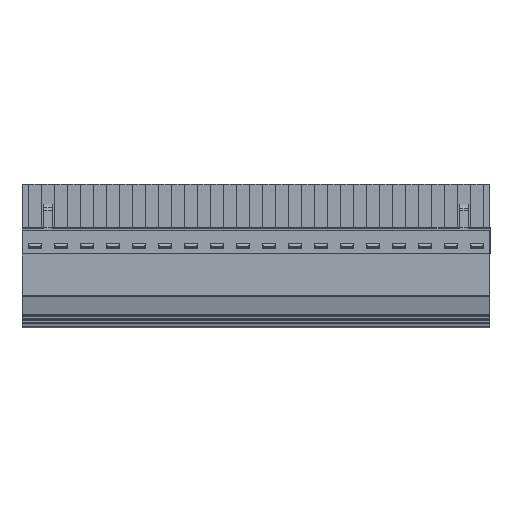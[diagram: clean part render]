
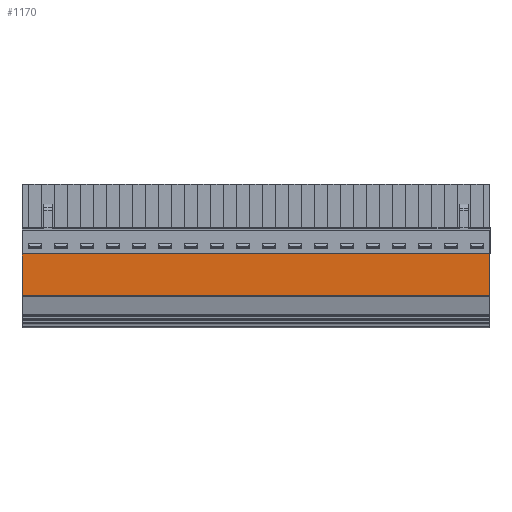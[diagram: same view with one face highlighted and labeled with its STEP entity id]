
A CAD part, front view. The second image highlights one B-rep face of the part: STEP entity #1170.
In plain terms, the highlighted planar face has unit normal (0, -1, 0).
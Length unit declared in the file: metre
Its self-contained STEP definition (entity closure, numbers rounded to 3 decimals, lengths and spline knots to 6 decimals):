
#1170=ADVANCED_FACE('',(#3338),#3339,.T.);
#3338=FACE_OUTER_BOUND('',#6759,.T.);
#3339=PLANE('',#6760);
#6759=EDGE_LOOP('',(#10414,#10415,#10416,#10417,#10418,#10419,#10420,#10421,#10422,#10423));
#6760=AXIS2_PLACEMENT_3D('',#10424,#10425,#10426);
#10414=ORIENTED_EDGE('',*,*,#19156,.T.);
#10415=ORIENTED_EDGE('',*,*,#19193,.T.);
#10416=ORIENTED_EDGE('',*,*,#19194,.F.);
#10417=ORIENTED_EDGE('',*,*,#19195,.T.);
#10418=ORIENTED_EDGE('',*,*,#19196,.T.);
#10419=ORIENTED_EDGE('',*,*,#19197,.T.);
#10420=ORIENTED_EDGE('',*,*,#19198,.F.);
#10421=ORIENTED_EDGE('',*,*,#19049,.F.);
#10422=ORIENTED_EDGE('',*,*,#19044,.T.);
#10423=ORIENTED_EDGE('',*,*,#19199,.T.);
#10424=CARTESIAN_POINT('',(-0.02695,-0.035437,-0.075199));
#10425=DIRECTION('',(0.,-1.0,0.));
#10426=DIRECTION('',(0.,0.,1.0));
#19044=EDGE_CURVE('',#22529,#22527,#22530,.T.);
#19049=EDGE_CURVE('',#22529,#22536,#22537,.T.);
#19156=EDGE_CURVE('',#22701,#22699,#22702,.T.);
#19193=EDGE_CURVE('',#22699,#22759,#22760,.T.);
#19194=EDGE_CURVE('',#22761,#22759,#22762,.T.);
#19195=EDGE_CURVE('',#22761,#22763,#22764,.T.);
#19196=EDGE_CURVE('',#22763,#22765,#22766,.T.);
#19197=EDGE_CURVE('',#22765,#22767,#22768,.T.);
#19198=EDGE_CURVE('',#22536,#22767,#22769,.T.);
#19199=EDGE_CURVE('',#22527,#22701,#22770,.T.);
#22527=VERTEX_POINT('',#27637);
#22529=VERTEX_POINT('',#27640);
#22530=LINE('',#27641,#27642);
#22536=VERTEX_POINT('',#27651);
#22537=LINE('',#27652,#27653);
#22699=VERTEX_POINT('',#27874);
#22701=VERTEX_POINT('',#27877);
#22702=LINE('',#27878,#27879);
#22759=VERTEX_POINT('',#27943);
#22760=LINE('',#27944,#27945);
#22761=VERTEX_POINT('',#27946);
#22762=LINE('',#27947,#27948);
#22763=VERTEX_POINT('',#27949);
#22764=LINE('',#27950,#27951);
#22765=VERTEX_POINT('',#27952);
#22766=LINE('',#27953,#27954);
#22767=VERTEX_POINT('',#27955);
#22768=LINE('',#27956,#27957);
#22769=LINE('',#27958,#27959);
#22770=LINE('',#27960,#27961);
#27637=CARTESIAN_POINT('',(-0.02695,-0.035437,-0.064424));
#27640=CARTESIAN_POINT('',(-0.026946,-0.035437,-0.064424));
#27641=CARTESIAN_POINT('',(-0.02695,-0.035437,-0.064424));
#27642=VECTOR('',#35002,1.0);
#27651=CARTESIAN_POINT('',(-0.026946,-0.035437,-0.067526));
#27652=CARTESIAN_POINT('',(-0.026946,-0.035437,-0.075199));
#27653=VECTOR('',#35006,1.0);
#27874=CARTESIAN_POINT('',(0.063052,-0.035437,-0.076626));
#27877=CARTESIAN_POINT('',(-0.02695,-0.035437,-0.076626));
#27878=CARTESIAN_POINT('',(0.037814,-0.035437,-0.076626));
#27879=VECTOR('',#35127,1.0);
#27943=CARTESIAN_POINT('',(0.063052,-0.035437,-0.067526));
#27944=CARTESIAN_POINT('',(0.063052,-0.035437,-0.075199));
#27945=VECTOR('',#35183,1.0);
#27946=CARTESIAN_POINT('',(0.061947,-0.035437,-0.067526));
#27947=CARTESIAN_POINT('',(-0.01695,-0.035437,-0.067526));
#27948=VECTOR('',#35184,1.0);
#27949=CARTESIAN_POINT('',(0.061947,-0.035437,-0.068613));
#27950=CARTESIAN_POINT('',(0.061947,-0.035437,-0.075199));
#27951=VECTOR('',#35185,1.0);
#27952=CARTESIAN_POINT('',(-0.025847,-0.035437,-0.068613));
#27953=CARTESIAN_POINT('',(-0.02695,-0.035437,-0.068613));
#27954=VECTOR('',#35186,1.0);
#27955=CARTESIAN_POINT('',(-0.025847,-0.035437,-0.067526));
#27956=CARTESIAN_POINT('',(-0.025847,-0.035437,-0.075199));
#27957=VECTOR('',#35187,1.0);
#27958=CARTESIAN_POINT('',(-0.02695,-0.035437,-0.067526));
#27959=VECTOR('',#35188,1.0);
#27960=CARTESIAN_POINT('',(-0.02695,-0.035437,-0.075199));
#27961=VECTOR('',#35189,1.0);
#35002=DIRECTION('',(-1.0,0.,0.));
#35006=DIRECTION('',(0.,0.,-1.0));
#35127=DIRECTION('',(1.0,0.,0.));
#35183=DIRECTION('',(0.,0.,1.0));
#35184=DIRECTION('',(1.0,0.,0.));
#35185=DIRECTION('',(0.,0.,-1.0));
#35186=DIRECTION('',(-1.0,0.,0.));
#35187=DIRECTION('',(0.,0.,1.0));
#35188=DIRECTION('',(1.0,0.,0.));
#35189=DIRECTION('',(0.,0.,-1.0));
